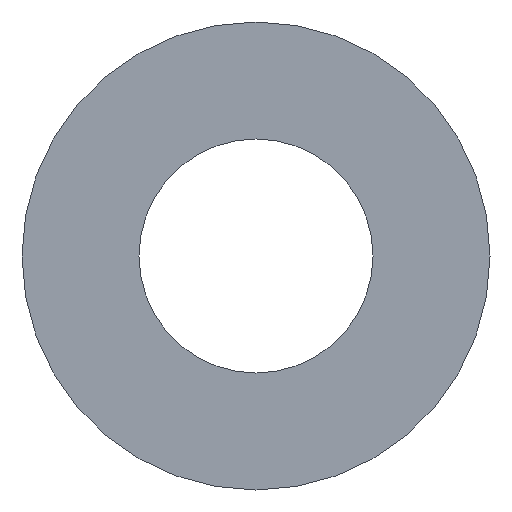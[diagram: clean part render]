
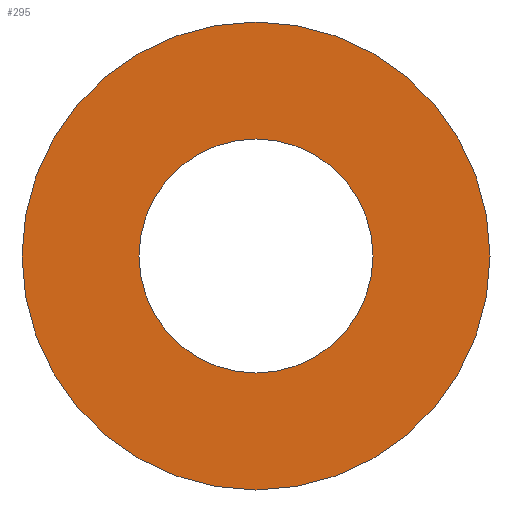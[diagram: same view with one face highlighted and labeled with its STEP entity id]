
A CAD part, left-side view. The second image highlights one B-rep face of the part: STEP entity #295.
In plain terms, the highlighted planar face has unit normal (-1, 0, 0).
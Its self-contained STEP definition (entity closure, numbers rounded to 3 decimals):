
#20 = CARTESIAN_POINT ( 'NONE',  ( -6.5, 0., 10. ) ) ;
#26 = ORIENTED_EDGE ( 'NONE', *, *, #183, .T. ) ;
#36 = AXIS2_PLACEMENT_3D ( 'NONE', #374, #120, #325 ) ;
#41 = CARTESIAN_POINT ( 'NONE',  ( -6.5, 0., 0. ) ) ;
#50 = CARTESIAN_POINT ( 'NONE',  ( -6.5, 0., -5. ) ) ;
#68 = CIRCLE ( 'NONE', #414, 10. ) ;
#73 = AXIS2_PLACEMENT_3D ( 'NONE', #241, #382, #85 ) ;
#85 = DIRECTION ( 'NONE',  ( 0., 0., 1. ) ) ;
#108 = EDGE_CURVE ( 'NONE', #204, #173, #296, .T. ) ;
#120 = DIRECTION ( 'NONE',  ( -1., 0., 0. ) ) ;
#167 = CIRCLE ( 'NONE', #282, 5. ) ;
#173 = VERTEX_POINT ( 'NONE', #50 ) ;
#177 = PLANE ( 'NONE',  #317 ) ;
#183 = EDGE_CURVE ( 'NONE', #307, #367, #68, .T. ) ;
#187 = DIRECTION ( 'NONE',  ( 0., 0., 1. ) ) ;
#192 = DIRECTION ( 'NONE',  ( -1., 0., 0. ) ) ;
#198 = EDGE_LOOP ( 'NONE', ( #269, #236 ) ) ;
#199 = EDGE_LOOP ( 'NONE', ( #313, #26 ) ) ;
#204 = VERTEX_POINT ( 'NONE', #350 ) ;
#209 = FACE_OUTER_BOUND ( 'NONE', #199, .T. ) ;
#229 = CARTESIAN_POINT ( 'NONE',  ( -6.5, 0., 0. ) ) ;
#236 = ORIENTED_EDGE ( 'NONE', *, *, #257, .F. ) ;
#240 = DIRECTION ( 'NONE',  ( 0., 0., 1. ) ) ;
#241 = CARTESIAN_POINT ( 'NONE',  ( -6.5, 0., 0. ) ) ;
#257 = EDGE_CURVE ( 'NONE', #173, #204, #167, .T. ) ;
#268 = DIRECTION ( 'NONE',  ( 0., 0., 1. ) ) ;
#269 = ORIENTED_EDGE ( 'NONE', *, *, #108, .F. ) ;
#270 = DIRECTION ( 'NONE',  ( -1., 0., 0. ) ) ;
#282 = AXIS2_PLACEMENT_3D ( 'NONE', #41, #306, #268 ) ;
#295 = ADVANCED_FACE ( 'NONE', ( #209, #370 ), #177, .T. ) ;
#296 = CIRCLE ( 'NONE', #73, 5. ) ;
#306 = DIRECTION ( 'NONE',  ( -1., 0., 0. ) ) ;
#307 = VERTEX_POINT ( 'NONE', #341 ) ;
#308 = CARTESIAN_POINT ( 'NONE',  ( -6.5, 5., 0. ) ) ;
#313 = ORIENTED_EDGE ( 'NONE', *, *, #322, .T. ) ;
#317 = AXIS2_PLACEMENT_3D ( 'NONE', #308, #270, #240 ) ;
#322 = EDGE_CURVE ( 'NONE', #367, #307, #351, .T. ) ;
#325 = DIRECTION ( 'NONE',  ( 0., 0., 1. ) ) ;
#341 = CARTESIAN_POINT ( 'NONE',  ( -6.5, 0., -10. ) ) ;
#350 = CARTESIAN_POINT ( 'NONE',  ( -6.5, 0., 5. ) ) ;
#351 = CIRCLE ( 'NONE', #36, 10. ) ;
#367 = VERTEX_POINT ( 'NONE', #20 ) ;
#370 = FACE_BOUND ( 'NONE', #198, .T. ) ;
#374 = CARTESIAN_POINT ( 'NONE',  ( -6.5, 0., 0. ) ) ;
#382 = DIRECTION ( 'NONE',  ( -1., 0., 0. ) ) ;
#414 = AXIS2_PLACEMENT_3D ( 'NONE', #229, #192, #187 ) ;
